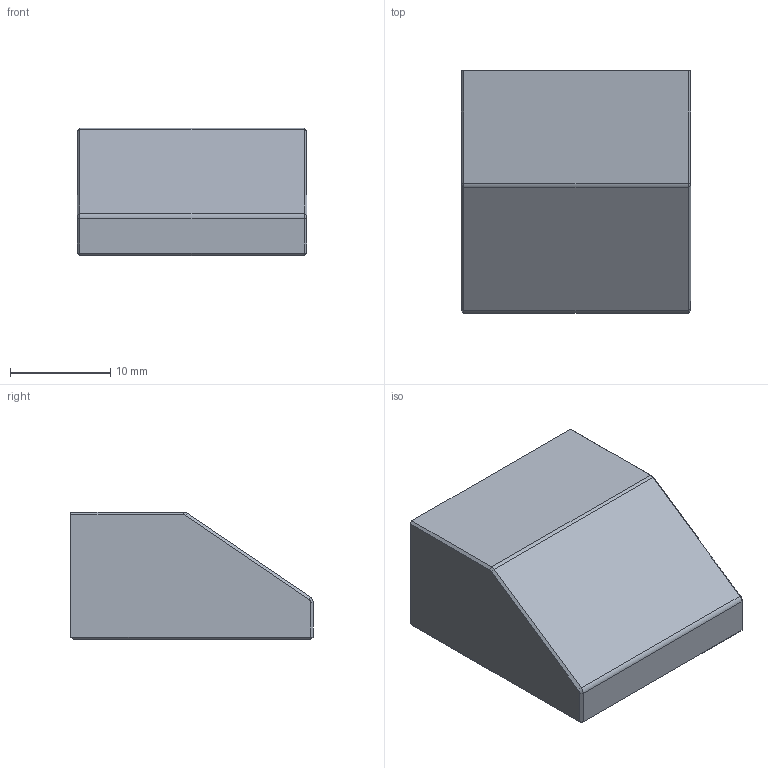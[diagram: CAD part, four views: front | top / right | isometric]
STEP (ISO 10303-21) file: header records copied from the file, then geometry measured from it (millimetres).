
FILE_DESCRIPTION(/* description */ ('Board Mount Block'),/* implementation_level */ '2;1');
FILE_NAME(/* name */ 'FAB-0022 Board Mount Block.stp',/* time_stamp */ '2015-10-19T14:32:47-04:00',/* author */ ('My Computer'),/* organization */ ('Lightforce Technology, Inc.'),/* preprocessor_version */ 'ST-DEVELOPER v16.1',/* originating_system */ 'Autodesk Inventor 2016',/* authorisation */ 'Hammond');
FILE_SCHEMA (('AUTOMOTIVE_DESIGN { 1 0 10303 214 3 1 1 }'));
Length unit declared in the file: inch
Products named in the file (1): FAB-0022 Board Mount Block
Bounding box: 22.86 x 24.13 x 12.7 mm (x, y, z)
Volume: 5485.3 mm3; surface area: 2291.7 mm2
Topology: 1 solids, 1 shells, 34 faces, 74 edges, 42 vertices
Faces by surface type: plane 19, cone 10, cylinder 5
Full cylindrical faces by diameter (mm): 2.464 x2, 4.978 x1
Entity records: 853 total; most frequent: DIRECTION 149, CARTESIAN_POINT 136, ORIENTED_EDGE 124, EDGE_CURVE 62, AXIS2_PLACEMENT_3D 52, LINE 45, VECTOR 45, EDGE_LOOP 43
